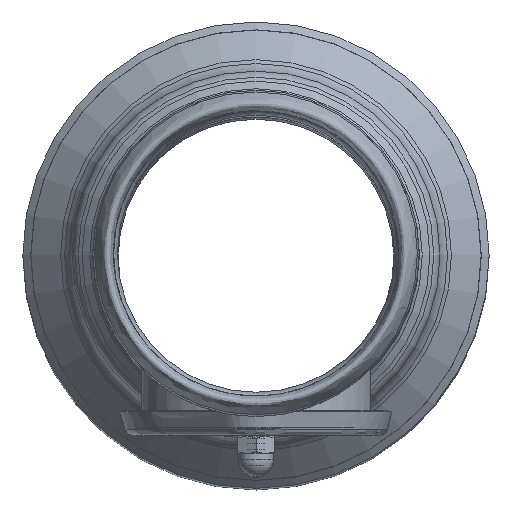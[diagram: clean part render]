
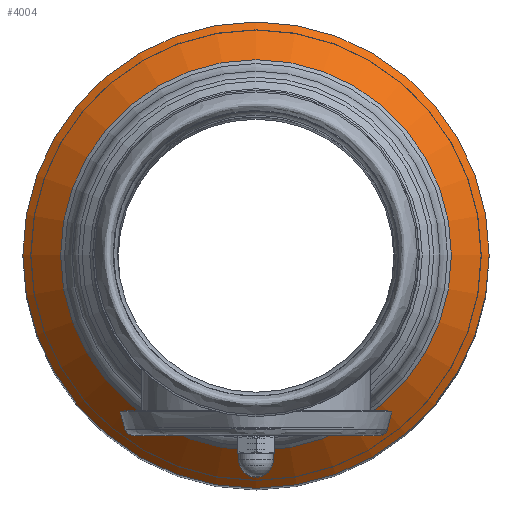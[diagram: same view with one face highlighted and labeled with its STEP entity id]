
A CAD part, top view. The second image highlights one B-rep face of the part: STEP entity #4004.
In plain terms, the highlighted conical face has half-angle 45 degrees and reference radius 773.435 mm.
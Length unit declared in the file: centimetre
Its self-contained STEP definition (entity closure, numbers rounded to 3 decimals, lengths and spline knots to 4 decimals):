
#228=CONICAL_SURFACE('',#4922,77.3435,0.785);
#677=FACE_OUTER_BOUND('',#974,.T.);
#974=EDGE_LOOP('',(#3457,#3458,#3459,#3460,#3461));
#1301=CIRCLE('',#4920,70.537);
#1302=CIRCLE('',#4921,70.537);
#1303=CIRCLE('',#4923,84.15);
#1729=VERTEX_POINT('',#17878);
#1730=VERTEX_POINT('',#17880);
#1731=VERTEX_POINT('',#17884);
#2322=EDGE_CURVE('',#1729,#1730,#1301,.T.);
#2323=EDGE_CURVE('',#1730,#1729,#1302,.T.);
#2324=EDGE_CURVE('',#1731,#1731,#1303,.T.);
#2325=EDGE_CURVE('',#1731,#1730,#4252,.T.);
#3457=ORIENTED_EDGE('',*,*,#2324,.T.);
#3458=ORIENTED_EDGE('',*,*,#2325,.T.);
#3459=ORIENTED_EDGE('',*,*,#2322,.F.);
#3460=ORIENTED_EDGE('',*,*,#2323,.F.);
#3461=ORIENTED_EDGE('',*,*,#2325,.F.);
#4004=ADVANCED_FACE('',(#677),#228,.T.);
#4252=LINE('',#17886,#4422);
#4422=VECTOR('',#6205,77.3435);
#4920=AXIS2_PLACEMENT_3D('',#17881,#6197,#6198);
#4921=AXIS2_PLACEMENT_3D('',#17882,#6199,#6200);
#4922=AXIS2_PLACEMENT_3D('',#17883,#6201,#6202);
#4923=AXIS2_PLACEMENT_3D('',#17885,#6203,#6204);
#6197=DIRECTION('center_axis',(0.,0.,1.));
#6198=DIRECTION('ref_axis',(1.,0.,0.));
#6199=DIRECTION('center_axis',(0.,0.,1.));
#6200=DIRECTION('ref_axis',(1.,0.,0.));
#6201=DIRECTION('center_axis',(0.,0.,-1.));
#6202=DIRECTION('ref_axis',(1.,0.,0.));
#6203=DIRECTION('center_axis',(0.,0.,1.));
#6204=DIRECTION('ref_axis',(1.,0.,0.));
#6205=DIRECTION('',(0.707,0.,0.707));
#17878=CARTESIAN_POINT('',(0.,70.537,513.613));
#17880=CARTESIAN_POINT('',(-70.537,0.,513.613));
#17881=CARTESIAN_POINT('Origin',(0.,0.,
513.613));
#17882=CARTESIAN_POINT('Origin',(0.,0.,
513.613));
#17883=CARTESIAN_POINT('Origin',(0.,0.,
506.8065));
#17884=CARTESIAN_POINT('',(-84.15,0.,500.));
#17885=CARTESIAN_POINT('Origin',(0.,0.,
500.));
#17886=CARTESIAN_POINT('',(-77.3435,0.,506.8065));
